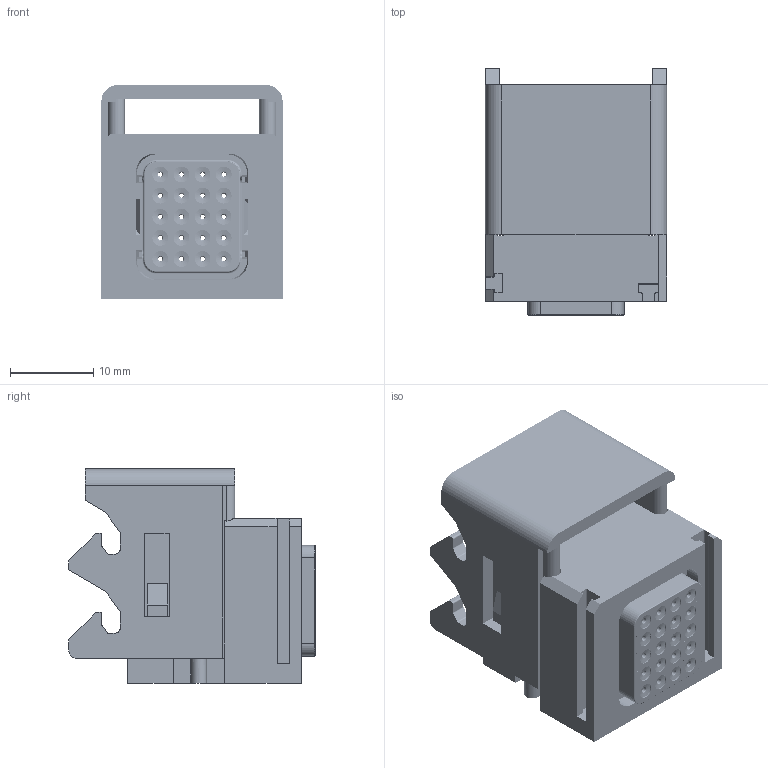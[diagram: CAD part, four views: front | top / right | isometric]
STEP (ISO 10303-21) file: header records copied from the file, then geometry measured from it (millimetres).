
FILE_DESCRIPTION((''),'2;1');
FILE_NAME('35599134787PSU','2020-02-20T',('presta_be4'),(''),'CREO PARAMETRIC BY PTC INC, 2018360','CREO PARAMETRIC BY PTC INC, 2018360','');
FILE_SCHEMA(('CONFIG_CONTROL_DESIGN'));
Products named in the file (1): 35599134787PSU
Bounding box: 21.8 x 29.69 x 25.75 mm (x, y, z)
Volume: 7964 mm3; surface area: 10473.3 mm2
Topology: 1 solids, 1 shells, 4223 faces, 10230 edges, 6170 vertices
Faces by surface type: plane 1543, cylinder 794, bspline 692, torus 580, cone 494, sphere 120
Entity records: 170868 total; most frequent: CARTESIAN_POINT 75948, ORIENTED_EDGE 20460, DIRECTION 19171, EDGE_CURVE 10230, AXIS2_PLACEMENT_3D 7216, VERTEX_POINT 6170, VECTOR 4739, LINE 4739
